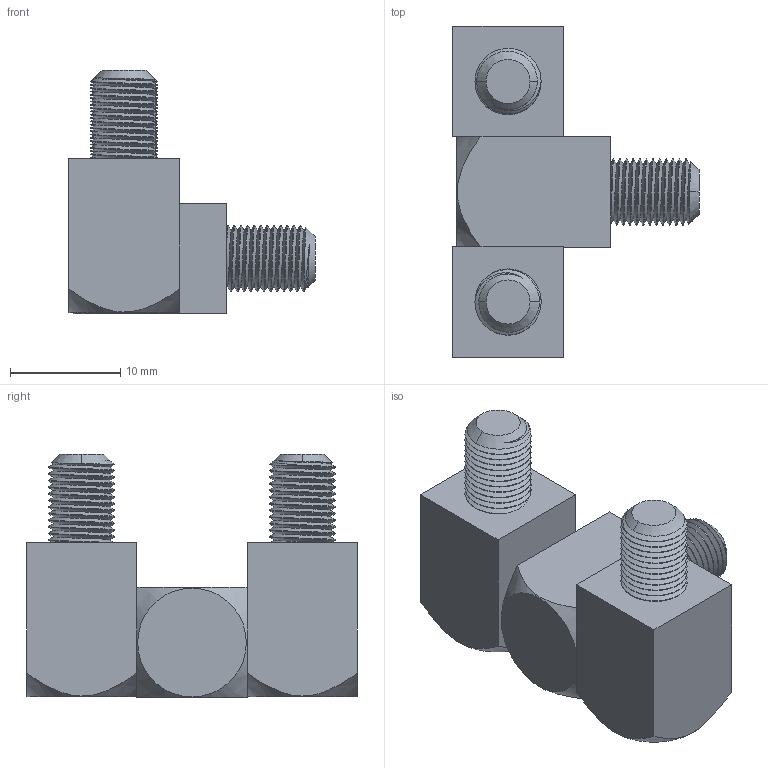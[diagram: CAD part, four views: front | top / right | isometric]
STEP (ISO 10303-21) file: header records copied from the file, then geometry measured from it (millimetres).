
FILE_DESCRIPTION (( 'STEP AP203' ), '1' );
FILE_NAME ('MP01.2.6.180.PIRINC.STEP', '2022-06-16T04:13:44', ( '' ), ( '' ), 'SwSTEP 2.0', 'SolidWorks 2021', '' );
FILE_SCHEMA (( 'CONFIG_CONTROL_DESIGN' ));
Length unit declared in the file: millimetre
Products named in the file (1): MP01.2.6.180.PIRINC
Bounding box: 22.32 x 30 x 22.07 mm (x, y, z)
Surface area: 2859 mm2 (no closed solid volume)
Topology: 0 solids, 3 shells, 114 faces, 320 edges, 215 vertices
Faces by surface type: cylinder 75, plane 21, cone 12, bspline 6
Entity records: 7871 total; most frequent: CARTESIAN_POINT 5366, ORIENTED_EDGE 632, DIRECTION 378, EDGE_CURVE 320, VERTEX_POINT 215, AXIS2_PLACEMENT_3D 135, EDGE_LOOP 121, FACE_OUTER_BOUND 114
